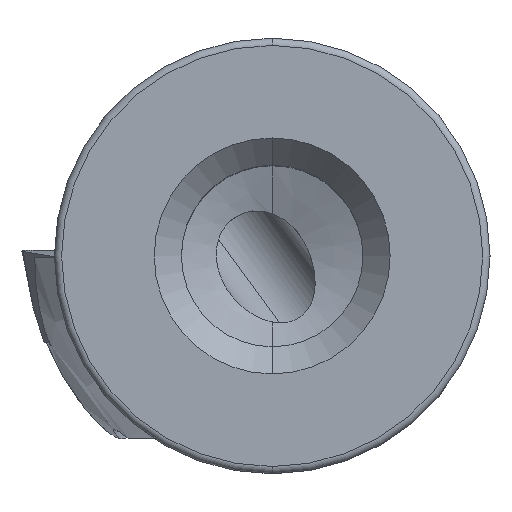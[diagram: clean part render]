
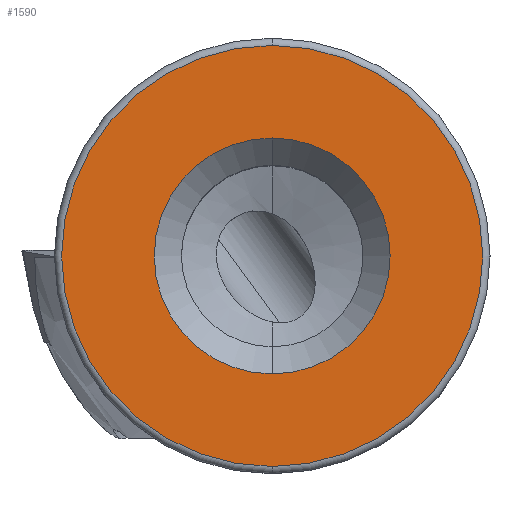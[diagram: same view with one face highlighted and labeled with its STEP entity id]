
A CAD part, top view. The second image highlights one B-rep face of the part: STEP entity #1590.
In plain terms, the highlighted planar face has unit normal (0, 0, 1).
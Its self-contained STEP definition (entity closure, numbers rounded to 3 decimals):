
#790=EDGE_CURVE('NONE',#1438,#1638,#2072,.F.);
#826=EDGE_CURVE('NONE',#1600,#970,#2112,.T.);
#970=VERTEX_POINT('NONE',#2267);
#1146=EDGE_CURVE('NONE',#970,#1600,#2457,.T.);
#1438=VERTEX_POINT('NONE',#2777);
#1590=ADVANCED_FACE('NONE',(#2945,#2946),#2947,.T.);
#1600=VERTEX_POINT('NONE',#2959);
#1638=VERTEX_POINT('NONE',#3001);
#1768=EDGE_CURVE('NONE',#1638,#1438,#3144,.T.);
#2072=CIRCLE('',#3558,3.25);
#2112=CIRCLE('',#3639,5.8);
#2267=CARTESIAN_POINT('',(0.,5.8,0.0));
#2457=CIRCLE('',#4304,5.8);
#2777=CARTESIAN_POINT('',(0.,3.25,0.0));
#2945=FACE_OUTER_BOUND('',#5529,.T.);
#2946=FACE_BOUND('',#5530,.T.);
#2947=PLANE('',#5531);
#2959=CARTESIAN_POINT('',(0.0,-5.8,0.0));
#3001=CARTESIAN_POINT('',(0.0,-3.25,0.0));
#3144=CIRCLE('',#6028,3.25);
#3558=AXIS2_PLACEMENT_3D('',#6969,#6970,#6971);
#3639=AXIS2_PLACEMENT_3D('',#7019,#7020,#7021);
#4304=AXIS2_PLACEMENT_3D('',#7391,#7392,#7393);
#5529=EDGE_LOOP('',(#7961,#7962));
#5530=EDGE_LOOP('',(#7963,#7964));
#5531=AXIS2_PLACEMENT_3D('',#7965,#7966,#7967);
#6028=AXIS2_PLACEMENT_3D('',#8202,#8203,#8204);
#6969=CARTESIAN_POINT('',(0.0,0.0,0.0));
#6970=DIRECTION('',(0.0,0.0,1.0));
#6971=DIRECTION('',(0.0,-1.0,0.0));
#7019=CARTESIAN_POINT('',(0.0,0.0,0.0));
#7020=DIRECTION('',(0.0,-0.0,1.0));
#7021=DIRECTION('',(0.0,1.0,0.0));
#7391=CARTESIAN_POINT('',(0.0,0.0,0.0));
#7392=DIRECTION('',(0.0,-0.0,1.0));
#7393=DIRECTION('',(0.0,1.0,0.0));
#7961=ORIENTED_EDGE('',*,*,#826,.T.);
#7962=ORIENTED_EDGE('',*,*,#1146,.T.);
#7963=ORIENTED_EDGE('',*,*,#1768,.T.);
#7964=ORIENTED_EDGE('',*,*,#790,.T.);
#7965=CARTESIAN_POINT('',(0.0,0.0,0.0));
#7966=DIRECTION('',(0.0,0.0,1.0));
#7967=DIRECTION('',(0.0,-1.0,0.0));
#8202=CARTESIAN_POINT('',(0.0,0.0,0.0));
#8203=DIRECTION('',(0.0,0.0,-1.0));
#8204=DIRECTION('',(0.0,-1.0,0.0));
